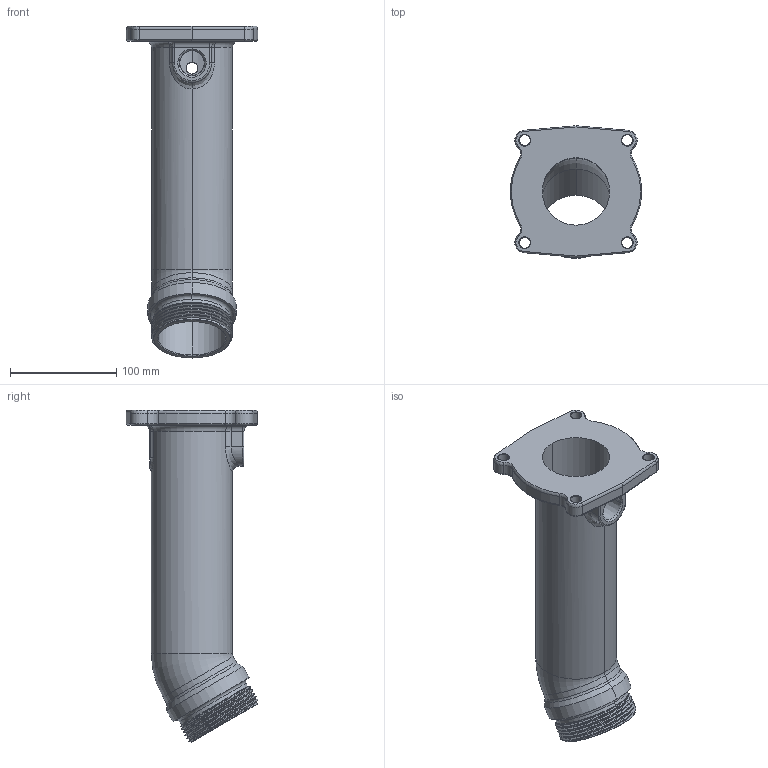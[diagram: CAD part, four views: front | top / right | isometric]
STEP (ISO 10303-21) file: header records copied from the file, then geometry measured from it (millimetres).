
FILE_DESCRIPTION((''),'2;1');
FILE_NAME('D40894_SW0001','2013-01-30T',('jhabe'),(''),'PRO/ENGINEER BY PARAMETRIC TECHNOLOGY CORPORATION, 2011310','PRO/ENGINEER BY PARAMETRIC TECHNOLOGY CORPORATION, 2011310','');
FILE_SCHEMA(('CONFIG_CONTROL_DESIGN'));
Length unit declared in the file: inch
Products named in the file (1): D40894_SW0001
Bounding box: 123.46 x 124.3 x 312.77 mm (x, y, z)
Surface area: 161081.5 mm2 (no closed solid volume)
Topology: 0 solids, 1 shells, 157 faces, 364 edges, 209 vertices
Faces by surface type: cylinder 62, cone 32, torus 32, bspline 14, plane 13, sphere 4
Entity records: 6202 total; most frequent: CARTESIAN_POINT 2596, DIRECTION 789, ORIENTED_EDGE 728, EDGE_CURVE 364, AXIS2_PLACEMENT_3D 333, VERTEX_POINT 209, CIRCLE 190, EDGE_LOOP 171
